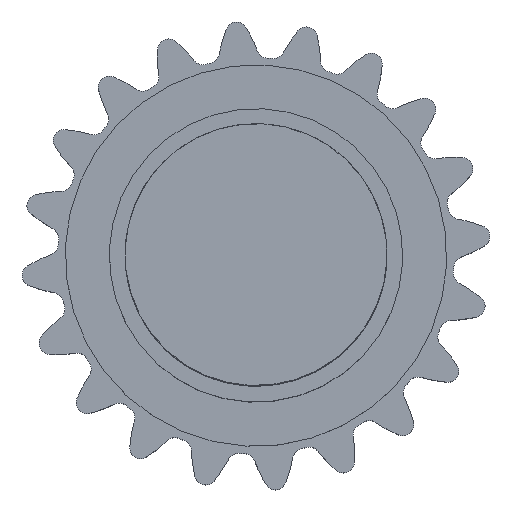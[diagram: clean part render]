
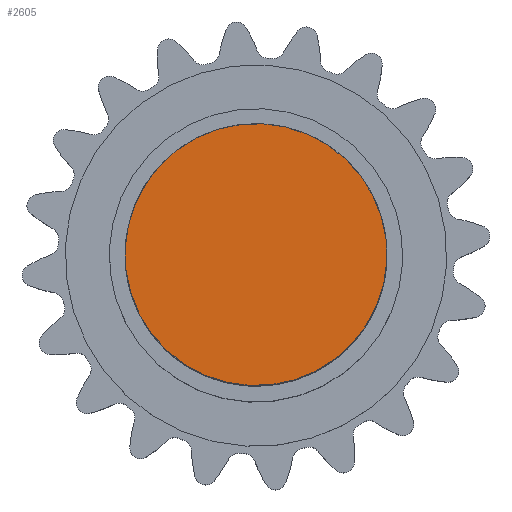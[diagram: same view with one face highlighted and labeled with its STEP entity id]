
A CAD part, top view. The second image highlights one B-rep face of the part: STEP entity #2605.
In plain terms, the highlighted planar face has unit normal (0, 0, 1).
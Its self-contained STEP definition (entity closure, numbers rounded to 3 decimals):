
#32=PLANE('',#2777);
#56=FACE_OUTER_BOUND('',#204,.T.);
#204=EDGE_LOOP('',(#1705));
#343=CIRCLE('',#2760,8.925);
#912=VERTEX_POINT('',#4443);
#1198=EDGE_CURVE('',#912,#912,#343,.F.);
#1705=ORIENTED_EDGE('',*,*,#1198,.T.);
#2605=ADVANCED_FACE('',(#56),#32,.T.);
#2760=AXIS2_PLACEMENT_3D('',#4444,#3185,#3186);
#2777=AXIS2_PLACEMENT_3D('',#5574,#3227,#3228);
#3185=DIRECTION('center_axis',(0.,0.,-1.));
#3186=DIRECTION('ref_axis',(1.,0.,0.));
#3227=DIRECTION('center_axis',(0.,0.,1.));
#3228=DIRECTION('ref_axis',(1.,0.,0.));
#4443=CARTESIAN_POINT('',(-8.925,0.,50.));
#4444=CARTESIAN_POINT('Origin',(0.,0.,50.));
#5574=CARTESIAN_POINT('Origin',(0.,0.,50.));
